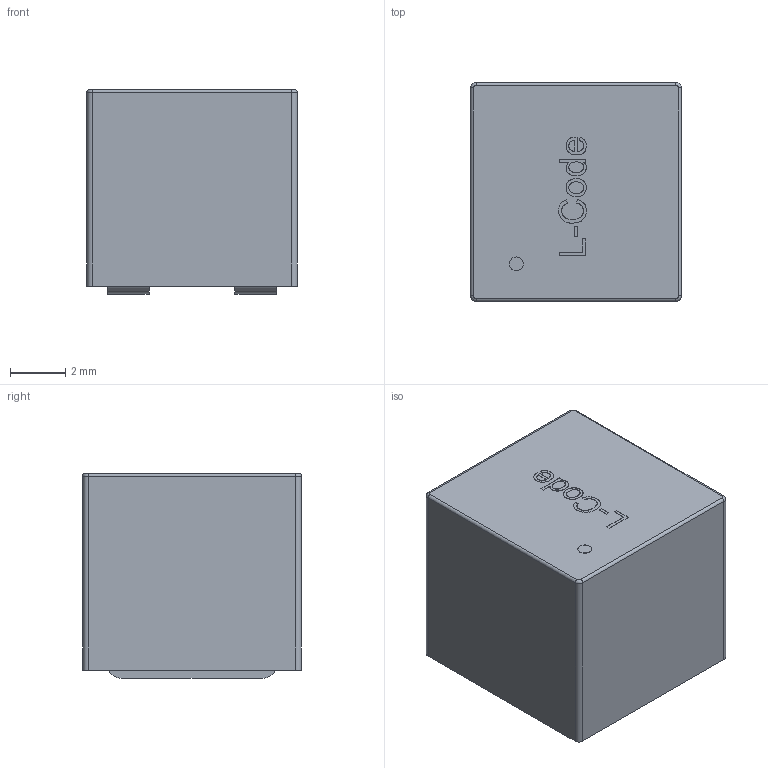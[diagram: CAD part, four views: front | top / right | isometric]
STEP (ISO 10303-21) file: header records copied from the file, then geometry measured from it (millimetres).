
FILE_DESCRIPTION(/* description */ ('Unknown','CAx-IF Rec.Pracs.---Representation and Presentation of Product Manufacturing Information (PMI)---4.0---2014-10-13','CAx-IF Rec.Pracs.---3D Tessellated Geometry---0.4---2014-09-14','2;1'),/* implementation_level */ '2;1');
FILE_NAME(/* name */ 'L_Wurth_WE-XHMI-7070',/* time_stamp */ '2025-02-25T13:34:37+08:00',/* author */ ('Unknown'),/* organization */ ('Unknown'),/* preprocessor_version */ 'ST-DEVELOPER v16.7',/* originating_system */ 'Solid Edge',/* authorisation */ 'Unknown');
FILE_SCHEMA (('AP242_MANAGED_MODEL_BASED_3D_ENGINEERING_MIM_LF { 1 0 10303 442 1 1 4 }'));
Length unit declared in the file: metre
Products named in the file (2): L_Wurth_WE-XHMI-7070
Assembly tree (1 placements, depth 2):
  L_Wurth_WE-XHMI-7070
    L_Wurth_WE-XHMI-7070
Bounding box: 7.6 x 7.9 x 7.39 mm (x, y, z)
Volume: 430.5 mm3; surface area: 343.8 mm2
Topology: 1 solids, 1 shells, 68 faces, 154 edges, 100 vertices
Faces by surface type: plane 42, cylinder 13, bspline 9, torus 4
Full cylindrical faces by diameter (mm): 0.5 x1
Entity records: 2662 total; most frequent: CARTESIAN_POINT 673, ORIENTED_EDGE 300, DIRECTION 282, EDGE_CURVE 150, LINE 100, VECTOR 100, VERTEX_POINT 100, AXIS2_PLACEMENT_3D 91
